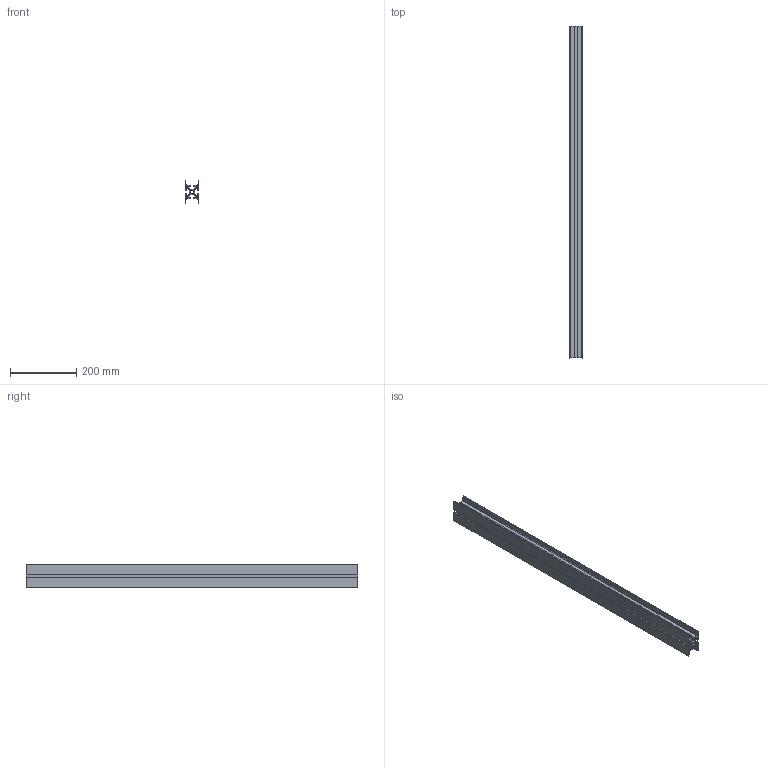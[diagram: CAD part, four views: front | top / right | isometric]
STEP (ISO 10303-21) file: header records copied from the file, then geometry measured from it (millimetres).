
FILE_DESCRIPTION(/* description */ (''),/* implementation_level */ '2;1');
FILE_NAME(/* name */ '14487_KriTec_Behaelterprofil_8_80x40_natur.stp',/* time_stamp */ '2017-09-25T14:56:41+02:00',/* author */ ('Steiner'),/* organization */ (''),/* preprocessor_version */ 'ST-DEVELOPER v16.1',/* originating_system */ 'Autodesk Inventor 2016',/* authorisation */ '');
FILE_SCHEMA (('CONFIG_CONTROL_DESIGN'));
Length unit declared in the file: millimetre
Products named in the file (1): 14487_KriTec_Behaelterprofil_8_80x40_natur
Bounding box: 40 x 1000 x 72 mm (x, y, z)
Volume: 778284.7 mm3; surface area: 598049.3 mm2
Topology: 1 solids, 1 shells, 218 faces, 648 edges, 432 vertices
Faces by surface type: cylinder 120, plane 98
Entity records: 7436 total; most frequent: DIRECTION 1326, CARTESIAN_POINT 1299, ORIENTED_EDGE 1296, EDGE_CURVE 648, AXIS2_PLACEMENT_3D 459, VERTEX_POINT 432, LINE 408, VECTOR 408
